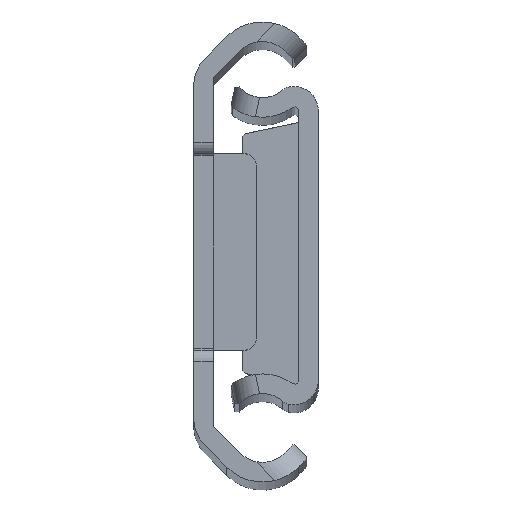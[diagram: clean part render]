
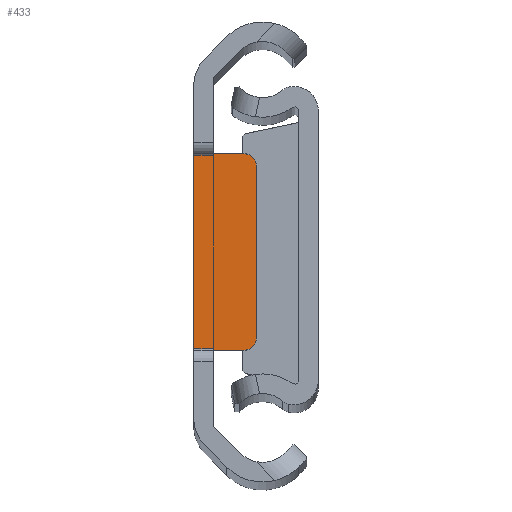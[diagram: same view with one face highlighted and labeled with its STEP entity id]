
A CAD part, top view. The second image highlights one B-rep face of the part: STEP entity #433.
In plain terms, the highlighted planar face has unit normal (0, 0, 1).
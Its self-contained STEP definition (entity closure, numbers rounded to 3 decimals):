
#90 = EDGE_LOOP ( 'NONE', ( #4098, #3314, #1474, #2203, #4085, #2887, #2766, #4556 ) ) ;
#142 = CIRCLE ( 'NONE', #2940, 1. ) ;
#165 = VERTEX_POINT ( 'NONE', #3009 ) ;
#171 = CARTESIAN_POINT ( 'NONE',  ( 0., 7.5, -2.2 ) ) ;
#323 = PLANE ( 'NONE',  #1484 ) ;
#361 = DIRECTION ( 'NONE',  ( -1., 0., 0. ) ) ;
#382 = EDGE_CURVE ( 'NONE', #165, #3542, #3234, .T. ) ;
#433 = ADVANCED_FACE ( 'NONE', ( #1330 ), #323, .F. ) ;
#565 = DIRECTION ( 'NONE',  ( -1., 0., 0. ) ) ;
#653 = CARTESIAN_POINT ( 'NONE',  ( 3.3, 7.5, -2.2 ) ) ;
#764 = DIRECTION ( 'NONE',  ( 0., 1., 0. ) ) ;
#810 = DIRECTION ( 'NONE',  ( 0., 1., 0. ) ) ;
#841 = VECTOR ( 'NONE', #565, 1000. ) ;
#940 = DIRECTION ( 'NONE',  ( 0., 0., 1. ) ) ;
#1317 = DIRECTION ( 'NONE',  ( 0., 1., 0. ) ) ;
#1330 = FACE_OUTER_BOUND ( 'NONE', #90, .T. ) ;
#1474 = ORIENTED_EDGE ( 'NONE', *, *, #382, .T. ) ;
#1484 = AXIS2_PLACEMENT_3D ( 'NONE', #1829, #4892, #2621 ) ;
#1553 = VERTEX_POINT ( 'NONE', #4935 ) ;
#1570 = CARTESIAN_POINT ( 'NONE',  ( -1.5, -7.5, -2.2 ) ) ;
#1601 = CARTESIAN_POINT ( 'NONE',  ( -1.5, 7.5, -2.2 ) ) ;
#1829 = CARTESIAN_POINT ( 'NONE',  ( -1.5, 7.5, -2.2 ) ) ;
#1866 = LINE ( 'NONE', #2609, #3252 ) ;
#2015 = EDGE_CURVE ( 'NONE', #2142, #4527, #1866, .T. ) ;
#2142 = VERTEX_POINT ( 'NONE', #4626 ) ;
#2203 = ORIENTED_EDGE ( 'NONE', *, *, #2665, .F. ) ;
#2224 = LINE ( 'NONE', #4610, #4073 ) ;
#2312 = AXIS2_PLACEMENT_3D ( 'NONE', #4389, #940, #1317 ) ;
#2419 = VERTEX_POINT ( 'NONE', #4745 ) ;
#2609 = CARTESIAN_POINT ( 'NONE',  ( 3.3, -7.5, -2.2 ) ) ;
#2621 = DIRECTION ( 'NONE',  ( 0., 1., 0. ) ) ;
#2665 = EDGE_CURVE ( 'NONE', #3678, #3542, #4717, .T. ) ;
#2766 = ORIENTED_EDGE ( 'NONE', *, *, #3015, .F. ) ;
#2887 = ORIENTED_EDGE ( 'NONE', *, *, #3392, .T. ) ;
#2940 = AXIS2_PLACEMENT_3D ( 'NONE', #4630, #4180, #810 ) ;
#3005 = EDGE_CURVE ( 'NONE', #2419, #4527, #142, .T. ) ;
#3009 = CARTESIAN_POINT ( 'NONE',  ( 2.3, 7.5, -2.2 ) ) ;
#3015 = EDGE_CURVE ( 'NONE', #2419, #1553, #3823, .T. ) ;
#3100 = VECTOR ( 'NONE', #361, 1000. ) ;
#3234 = LINE ( 'NONE', #653, #841 ) ;
#3252 = VECTOR ( 'NONE', #4876, 1000. ) ;
#3314 = ORIENTED_EDGE ( 'NONE', *, *, #3941, .T. ) ;
#3392 = EDGE_CURVE ( 'NONE', #4755, #1553, #3413, .T. ) ;
#3413 = LINE ( 'NONE', #4947, #3917 ) ;
#3504 = VECTOR ( 'NONE', #4317, 1000. ) ;
#3542 = VERTEX_POINT ( 'NONE', #171 ) ;
#3678 = VERTEX_POINT ( 'NONE', #4570 ) ;
#3799 = CARTESIAN_POINT ( 'NONE',  ( 3.3, -7.5, -2.2 ) ) ;
#3823 = LINE ( 'NONE', #3799, #3100 ) ;
#3830 = CARTESIAN_POINT ( 'NONE',  ( 3.3, -6.5, -2.2 ) ) ;
#3917 = VECTOR ( 'NONE', #4621, 1000. ) ;
#3941 = EDGE_CURVE ( 'NONE', #2142, #165, #4479, .T. ) ;
#4073 = VECTOR ( 'NONE', #764, 1000. ) ;
#4085 = ORIENTED_EDGE ( 'NONE', *, *, #4625, .F. ) ;
#4098 = ORIENTED_EDGE ( 'NONE', *, *, #2015, .F. ) ;
#4180 = DIRECTION ( 'NONE',  ( 0., 0., 1. ) ) ;
#4317 = DIRECTION ( 'NONE',  ( 1., 0., 0. ) ) ;
#4389 = CARTESIAN_POINT ( 'NONE',  ( 2.3, 6.5, -2.2 ) ) ;
#4479 = CIRCLE ( 'NONE', #2312, 1. ) ;
#4527 = VERTEX_POINT ( 'NONE', #3830 ) ;
#4556 = ORIENTED_EDGE ( 'NONE', *, *, #3005, .T. ) ;
#4570 = CARTESIAN_POINT ( 'NONE',  ( -1.5, 7.5, -2.2 ) ) ;
#4610 = CARTESIAN_POINT ( 'NONE',  ( -1.5, 7.5, -2.2 ) ) ;
#4621 = DIRECTION ( 'NONE',  ( 1., 0., 0. ) ) ;
#4625 = EDGE_CURVE ( 'NONE', #4755, #3678, #2224, .T. ) ;
#4626 = CARTESIAN_POINT ( 'NONE',  ( 3.3, 6.5, -2.2 ) ) ;
#4630 = CARTESIAN_POINT ( 'NONE',  ( 2.3, -6.5, -2.2 ) ) ;
#4717 = LINE ( 'NONE', #1601, #3504 ) ;
#4745 = CARTESIAN_POINT ( 'NONE',  ( 2.3, -7.5, -2.2 ) ) ;
#4755 = VERTEX_POINT ( 'NONE', #1570 ) ;
#4876 = DIRECTION ( 'NONE',  ( 0., -1., 0. ) ) ;
#4892 = DIRECTION ( 'NONE',  ( 0., 0., -1. ) ) ;
#4935 = CARTESIAN_POINT ( 'NONE',  ( 0., -7.5, -2.2 ) ) ;
#4947 = CARTESIAN_POINT ( 'NONE',  ( -1.5, -7.5, -2.2 ) ) ;
